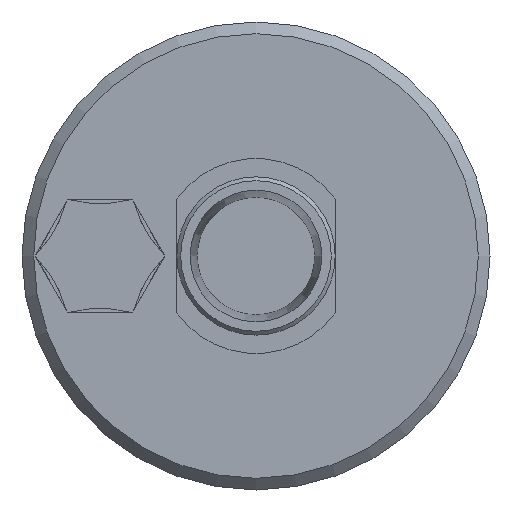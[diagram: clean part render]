
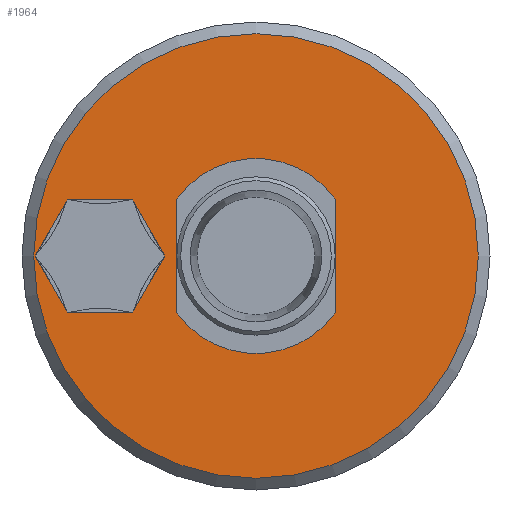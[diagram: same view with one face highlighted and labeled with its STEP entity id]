
A CAD part, front view. The second image highlights one B-rep face of the part: STEP entity #1964.
In plain terms, the highlighted planar face has unit normal (0, -1, 0).
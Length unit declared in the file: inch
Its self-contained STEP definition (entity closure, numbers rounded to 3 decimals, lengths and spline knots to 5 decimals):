
#28=FACE_BOUND('',#296,.T.);
#29=FACE_BOUND('',#297,.T.);
#90=PLANE('',#2200);
#188=FACE_OUTER_BOUND('',#295,.T.);
#295=EDGE_LOOP('',(#1694,#1695));
#296=EDGE_LOOP('',(#1696));
#297=EDGE_LOOP('',(#1697,#1698,#1699,#1700));
#445=LINE('',#3388,#597);
#449=LINE('',#3396,#601);
#597=VECTOR('',#2736,0.3937);
#601=VECTOR('',#2742,0.3937);
#666=CIRCLE('',#2120,0.2025);
#699=CIRCLE('',#2182,1.14);
#700=CIRCLE('',#2183,1.14);
#703=CIRCLE('',#2189,0.5);
#708=CIRCLE('',#2199,0.5);
#842=VERTEX_POINT('',#3145);
#885=VERTEX_POINT('',#3364);
#886=VERTEX_POINT('',#3366);
#889=VERTEX_POINT('',#3378);
#890=VERTEX_POINT('',#3379);
#893=VERTEX_POINT('',#3387);
#896=VERTEX_POINT('',#3395);
#1072=EDGE_CURVE('',#842,#842,#666,.T.);
#1147=EDGE_CURVE('',#885,#886,#699,.T.);
#1148=EDGE_CURVE('',#886,#885,#700,.T.);
#1153=EDGE_CURVE('',#889,#890,#703,.T.);
#1157=EDGE_CURVE('',#893,#890,#445,.T.);
#1161=EDGE_CURVE('',#889,#896,#449,.T.);
#1168=EDGE_CURVE('',#893,#896,#708,.T.);
#1694=ORIENTED_EDGE('',*,*,#1148,.F.);
#1695=ORIENTED_EDGE('',*,*,#1147,.F.);
#1696=ORIENTED_EDGE('',*,*,#1072,.T.);
#1697=ORIENTED_EDGE('',*,*,#1161,.T.);
#1698=ORIENTED_EDGE('',*,*,#1168,.F.);
#1699=ORIENTED_EDGE('',*,*,#1157,.T.);
#1700=ORIENTED_EDGE('',*,*,#1153,.F.);
#1964=ADVANCED_FACE('',(#188,#28,#29),#90,.T.);
#2120=AXIS2_PLACEMENT_3D('',#3147,#2554,#2555);
#2182=AXIS2_PLACEMENT_3D('',#3367,#2712,#2713);
#2183=AXIS2_PLACEMENT_3D('',#3368,#2714,#2715);
#2189=AXIS2_PLACEMENT_3D('',#3380,#2728,#2729);
#2199=AXIS2_PLACEMENT_3D('',#3408,#2758,#2759);
#2200=AXIS2_PLACEMENT_3D('',#3409,#2760,#2761);
#2554=DIRECTION('center_axis',(0.,1.,0.));
#2555=DIRECTION('ref_axis',(-1.,0.,0.));
#2712=DIRECTION('center_axis',(0.,1.,0.));
#2713=DIRECTION('ref_axis',(1.,0.,0.));
#2714=DIRECTION('center_axis',(0.,1.,0.));
#2715=DIRECTION('ref_axis',(1.,0.,0.));
#2728=DIRECTION('center_axis',(0.,-1.,0.));
#2729=DIRECTION('ref_axis',(-0.812,0.,0.584));
#2736=DIRECTION('',(0.,0.,1.));
#2742=DIRECTION('',(0.,0.,-1.));
#2758=DIRECTION('center_axis',(0.,-1.,0.));
#2759=DIRECTION('ref_axis',(0.812,0.,-0.584));
#2760=DIRECTION('center_axis',(0.,-1.,0.));
#2761=DIRECTION('ref_axis',(0.,0.,-1.));
#3145=CARTESIAN_POINT('',(-0.5975,0.774,0.));
#3147=CARTESIAN_POINT('Origin',(-0.8,0.774,0.));
#3364=CARTESIAN_POINT('',(1.14,0.774,0.));
#3366=CARTESIAN_POINT('',(-1.14,0.774,0.));
#3367=CARTESIAN_POINT('Origin',(0.,0.774,0.));
#3368=CARTESIAN_POINT('Origin',(0.,0.774,0.));
#3378=CARTESIAN_POINT('',(0.406,0.774,0.29183));
#3379=CARTESIAN_POINT('',(-0.406,0.774,0.29183));
#3380=CARTESIAN_POINT('Origin',(0.,0.774,0.));
#3387=CARTESIAN_POINT('',(-0.406,0.774,-0.29183));
#3388=CARTESIAN_POINT('',(-0.406,0.774,-0.14591));
#3395=CARTESIAN_POINT('',(0.406,0.774,-0.29183));
#3396=CARTESIAN_POINT('',(0.406,0.774,0.14591));
#3408=CARTESIAN_POINT('Origin',(0.,0.774,0.));
#3409=CARTESIAN_POINT('Origin',(-0.471,0.774,0.));
